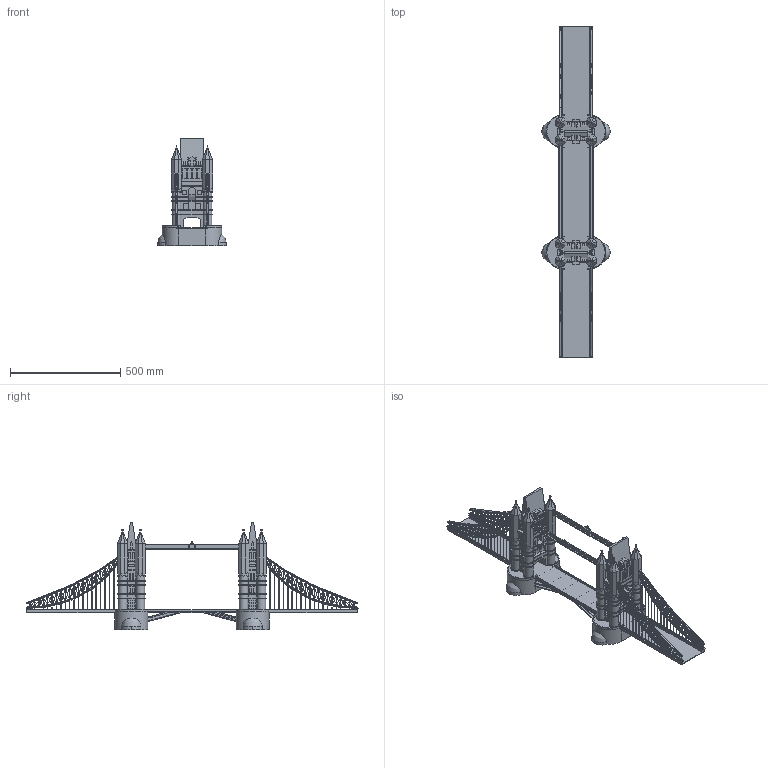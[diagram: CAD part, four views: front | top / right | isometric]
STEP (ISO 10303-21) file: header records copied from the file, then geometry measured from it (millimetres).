
FILE_DESCRIPTION((''),'2;1');
FILE_NAME('','2014-03-09T17:06:50',(''),(''),'','CADfix','');
FILE_SCHEMA(('AP203_CONFIGURATION_CONTROLLED_3D_DESIGN_OF_MECHANICAL_PARTS_AND_ASSEMBLIES_MIM_LF { 1 0 10303 403 2 1 4 }'));
Bounding box: 309.44 x 1507.32 x 486.68 mm (x, y, z)
Volume: 16873014.5 mm3; surface area: 1798384.5 mm2
Topology: 1 solids, 1 shells, 3108 faces, 10185 edges, 6683 vertices
Faces by surface type: plane 2654, cylinder 302, bspline 152
Entity records: 117139 total; most frequent: CARTESIAN_POINT 42199, ORIENTED_EDGE 20370, EDGE_CURVE 10185, VERTEX_POINT 6683, B_SPLINE_CURVE_WITH_KNOTS 6335, STYLED_ITEM 6208, DIRECTION 5896, EDGE_LOOP 3528
